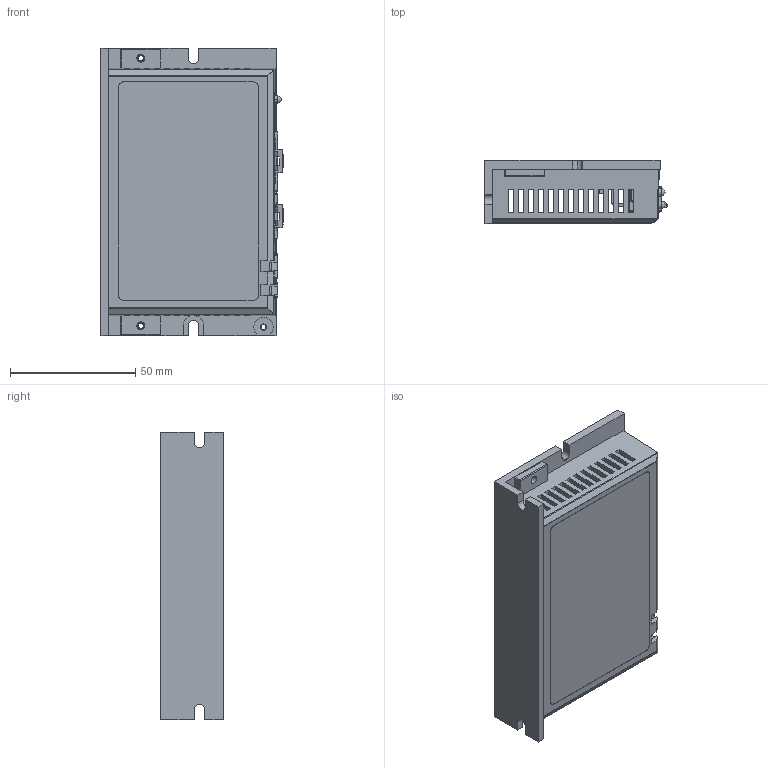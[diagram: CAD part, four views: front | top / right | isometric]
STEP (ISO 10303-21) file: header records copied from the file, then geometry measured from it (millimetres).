
FILE_DESCRIPTION (( 'STEP AP203' ), '1' );
FILE_NAME ('RS-P驱动器-3D模型.STEP', '2015-08-11T01:33:39', ( '' ), ( '' ), 'SwSTEP 2.0', 'SolidWorks 2014', '' );
FILE_SCHEMA (( 'CONFIG_CONTROL_DESIGN' ));
Length unit declared in the file: millimetre
Products named in the file (22): Extruded_8; 5018761640; 415732640; J3; SS经济型散热器3; F1; 039300040-2; SS经济型-塑料上盖模具版-22pin; 831619648; J2; S04B-ZESK-2D; D21; 039300020-1; J5; 4713101001318-A2; J1; 5018762240; RS-P驱动器-3D模型; Extruded_7; J4; 415732896; Open CASCADE STEP translator 6.2 21.161.1.1
Assembly tree (22 placements, depth 5):
  RS-P驱动器-3D模型
    SS经济型散热器3
    SS经济型-塑料上盖模具版-22pin
    4713101001318-A2
      J5
        S04B-ZESK-2D
      J4
        5018762240
      J3
        5018761640
          Open CASCADE STEP translator 6.2 21.161.1.1
      J2
        039300040-2
      J1
        039300020-1
      F1
        415732896  x2
          Extruded_7
        415732640
          Extruded_8
      D21
        831619648
Bounding box: 72.84 x 25 x 115 mm (x, y, z)
Volume: 57585.5 mm3; surface area: 52666.2 mm2
Topology: 11 solids, 11 shells, 1845 faces, 5076 edges, 3332 vertices
Faces by surface type: plane 1510, cylinder 299, cone 22, sphere 8, bspline 4, torus 2
Entity records: 60274 total; most frequent: CARTESIAN_POINT 10442, ORIENTED_EDGE 10112, DIRECTION 9354, EDGE_CURVE 5056, VECTOR 4420, LINE 4420, VERTEX_POINT 3324, AXIS2_PLACEMENT_3D 2467
